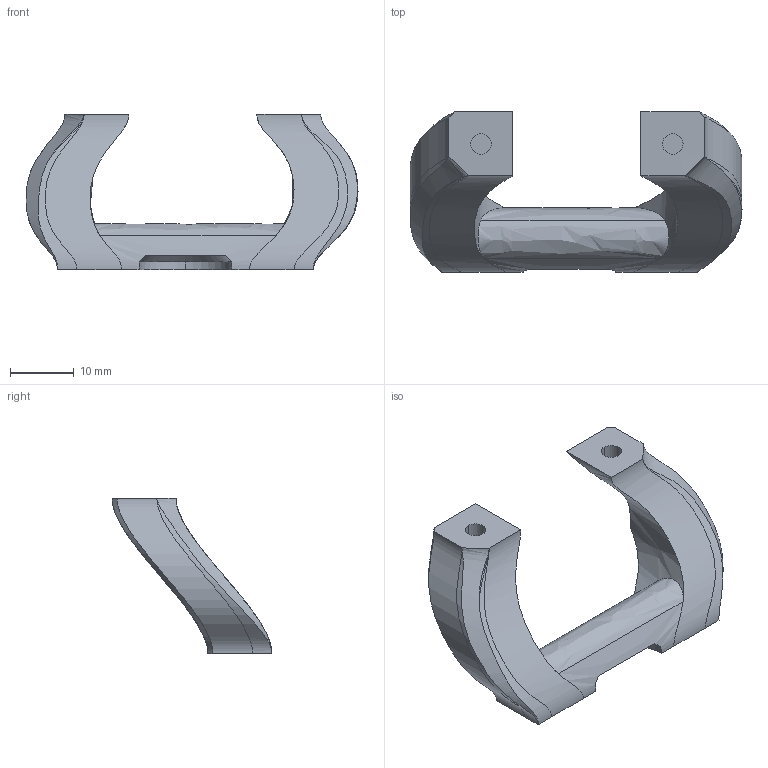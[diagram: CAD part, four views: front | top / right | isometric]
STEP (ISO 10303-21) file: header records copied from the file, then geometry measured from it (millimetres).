
FILE_DESCRIPTION (( 'STEP AP214' ), '1' );
FILE_NAME ('Dock brace (M).STEP', '2023-02-13T15:19:39', ( '' ), ( '' ), 'SwSTEP 2.0', 'SolidWorks 2021', '' );
FILE_SCHEMA (( 'AUTOMOTIVE_DESIGN' ));
Length unit declared in the file: millimetre
Products named in the file (1): Dock brace (M)
Bounding box: 51.91 x 24.98 x 24.25 mm (x, y, z)
Volume: 5548 mm3; surface area: 3320.8 mm2
Topology: 1 solids, 1 shells, 55 faces, 135 edges, 86 vertices
Faces by surface type: bspline 23, plane 16, cylinder 15, cone 1
Entity records: 5777 total; most frequent: CARTESIAN_POINT 4017, ORIENTED_EDGE 270, DIRECTION 164, EDGE_CURVE 135, VERTEX_POINT 86, B_SPLINE_CURVE_WITH_KNOTS 61, AXIS2_PLACEMENT_3D 59, EDGE_LOOP 59
